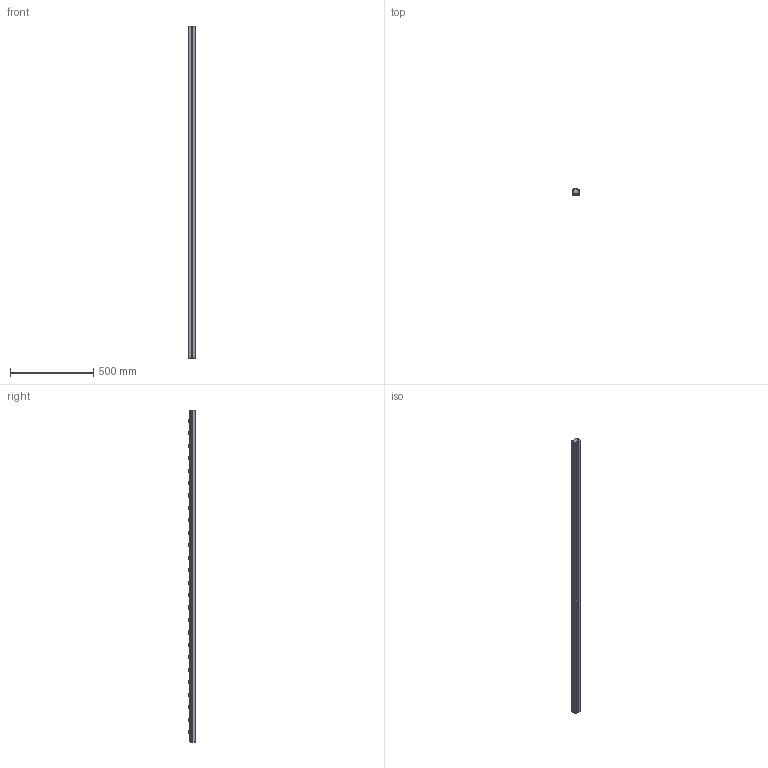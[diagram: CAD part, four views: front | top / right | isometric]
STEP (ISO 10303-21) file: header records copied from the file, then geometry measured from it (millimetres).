
FILE_DESCRIPTION(/* description */ (''),/* implementation_level */ '2;1');
FILE_NAME(/* name */ 'FRF75BK.2000.stp',/* time_stamp */ '2022-06-23T10:56:49+02:00',/* author */ ('stefan.nesic'),/* organization */ (''),/* preprocessor_version */ 'ST-DEVELOPER v18.1',/* originating_system */ 'Autodesk Inventor 2021',/* authorisation */ '');
FILE_SCHEMA (('AUTOMOTIVE_DESIGN { 1 0 10303 214 3 1 1 }'));
Products named in the file (1): FRF45BK.2000
Bounding box: 41 x 43.6 x 2000 mm (x, y, z)
Volume: 907472.8 mm3; surface area: 820102.8 mm2
Topology: 84 solids, 84 shells, 2850 faces, 7638 edges, 5046 vertices
Faces by surface type: plane 1378, cylinder 1244, cone 156, torus 56, bspline 16
Full cylindrical faces by diameter (mm): 3.5 x52, 7 x52, 28 x26, 38 x26
Entity records: 90322 total; most frequent: DIRECTION 16198, CARTESIAN_POINT 15823, ORIENTED_EDGE 15252, EDGE_CURVE 7626, AXIS2_PLACEMENT_3D 5737, VERTEX_POINT 5046, LINE 4724, VECTOR 4724
